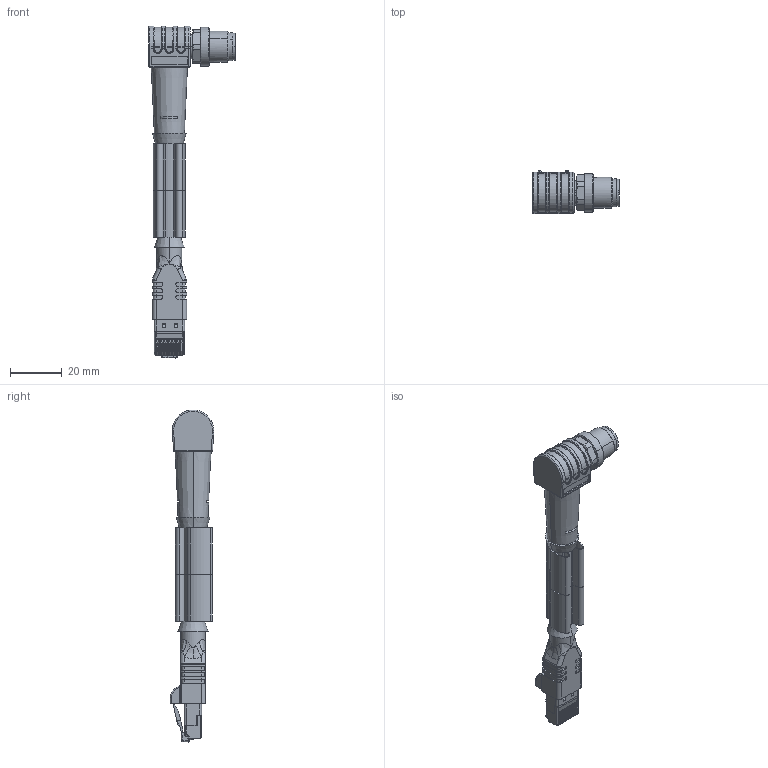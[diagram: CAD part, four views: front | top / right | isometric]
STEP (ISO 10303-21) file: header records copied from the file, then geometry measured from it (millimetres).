
FILE_DESCRIPTION(('CATIA V5 STEP Exchange','CAx-IF Rec.Pracs.--- Model Styling and Organization---1.4--- 2014-01-23'),'2;1');
FILE_NAME ('339085-2_1', '2019-11-28T09:42:46+00:00', ('none'), ('Weidmueller'), 'CATIA Version 5-6 Release 2016 SP3 HF44', 'CATIA V5 STEP AP214', 'none');
FILE_SCHEMA(('AUTOMOTIVE_DESIGN { 1 0 10303 214 1 1 1 1 }'));
Length unit declared in the file: millimetre
Products named in the file (1): 2485600050
Bounding box: 33.5 x 16.83 x 128.2 mm (x, y, z)
Volume: 15358 mm3; surface area: 12476.7 mm2
Topology: 8 solids, 8 shells, 1131 faces, 3094 edges, 1966 vertices
Faces by surface type: plane 451, cylinder 436, torus 82, bspline 56, cone 48, sphere 44, extrusion 14
Entity records: 38856 total; most frequent: CARTESIAN_POINT 11495, ORIENTED_EDGE 6092, DIRECTION 4550, EDGE_CURVE 3046, VERTEX_POINT 1966, AXIS2_PLACEMENT_3D 1894, VECTOR 1618, LINE 1604
